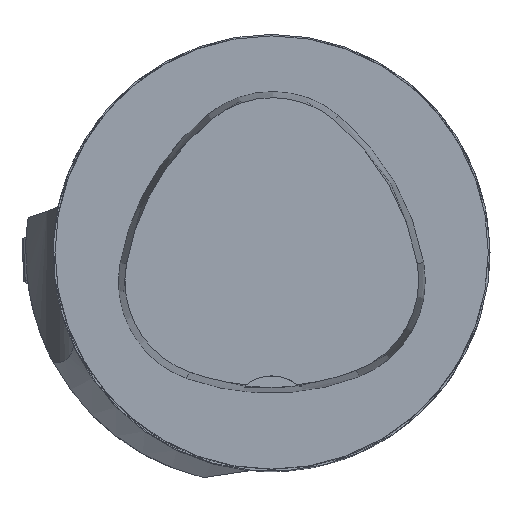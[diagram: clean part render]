
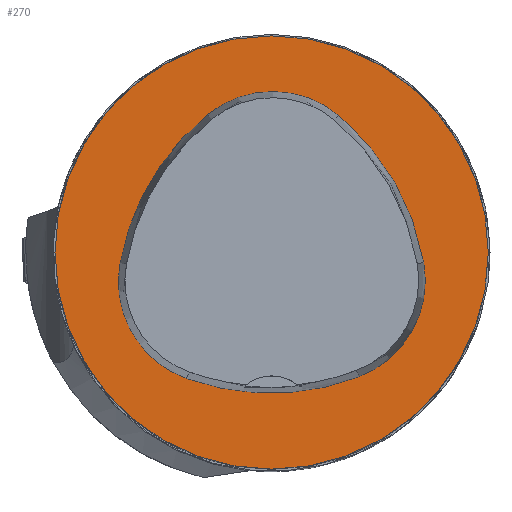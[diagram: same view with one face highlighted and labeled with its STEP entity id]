
A CAD part, top view. The second image highlights one B-rep face of the part: STEP entity #270.
In plain terms, the highlighted planar face has unit normal (0, 0, 1).
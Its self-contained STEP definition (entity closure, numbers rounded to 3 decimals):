
#149=FACE_BOUND('',#517,.T.);
#150=FACE_BOUND('',#518,.T.);
#204=CIRCLE('',#1922,31.5);
#205=CIRCLE('',#1928,36.);
#207=CIRCLE('',#1931,15.);
#209=CIRCLE('',#1934,36.);
#211=CIRCLE('',#1937,15.);
#215=CIRCLE('',#1942,36.);
#217=CIRCLE('',#1945,15.);
#270=ADVANCED_FACE('',(#149,#150),#343,.T.);
#343=PLANE('',#1950);
#517=EDGE_LOOP('',(#840,#841,#842,#843,#844,#845));
#518=EDGE_LOOP('',(#846));
#840=ORIENTED_EDGE('',*,*,#1404,.T.);
#841=ORIENTED_EDGE('',*,*,#1384,.T.);
#842=ORIENTED_EDGE('',*,*,#1388,.T.);
#843=ORIENTED_EDGE('',*,*,#1391,.T.);
#844=ORIENTED_EDGE('',*,*,#1394,.T.);
#845=ORIENTED_EDGE('',*,*,#1402,.T.);
#846=ORIENTED_EDGE('',*,*,#1375,.F.);
#1183=VERTEX_POINT('',#2886);
#1192=VERTEX_POINT('',#2905);
#1193=VERTEX_POINT('',#2906);
#1196=VERTEX_POINT('',#2914);
#1198=VERTEX_POINT('',#2920);
#1200=VERTEX_POINT('',#2926);
#1207=VERTEX_POINT('',#2947);
#1375=EDGE_CURVE('',#1183,#1183,#204,.T.);
#1384=EDGE_CURVE('',#1192,#1193,#205,.T.);
#1388=EDGE_CURVE('',#1193,#1196,#207,.T.);
#1391=EDGE_CURVE('',#1196,#1198,#209,.T.);
#1394=EDGE_CURVE('',#1198,#1200,#211,.T.);
#1402=EDGE_CURVE('',#1200,#1207,#215,.T.);
#1404=EDGE_CURVE('',#1207,#1192,#217,.T.);
#1922=AXIS2_PLACEMENT_3D('',#2885,#2230,#2231);
#1928=AXIS2_PLACEMENT_3D('',#2904,#2246,#2247);
#1931=AXIS2_PLACEMENT_3D('',#2913,#2254,#2255);
#1934=AXIS2_PLACEMENT_3D('',#2919,#2261,#2262);
#1937=AXIS2_PLACEMENT_3D('',#2925,#2268,#2269);
#1942=AXIS2_PLACEMENT_3D('',#2948,#2280,#2281);
#1945=AXIS2_PLACEMENT_3D('',#2951,#2286,#2287);
#1950=AXIS2_PLACEMENT_3D('',#2956,#2296,#2297);
#2230=DIRECTION('',(0.,0.,-1.));
#2231=DIRECTION('',(-1.,0.,0.));
#2246=DIRECTION('',(0.,0.,-1.));
#2247=DIRECTION('',(-1.,0.,0.));
#2254=DIRECTION('',(0.,0.,-1.));
#2255=DIRECTION('',(-1.,0.,0.));
#2261=DIRECTION('',(0.,0.,-1.));
#2262=DIRECTION('',(-1.,0.,0.));
#2268=DIRECTION('',(0.,0.,-1.));
#2269=DIRECTION('',(-1.,0.,0.));
#2280=DIRECTION('',(0.,0.,-1.));
#2281=DIRECTION('',(-1.,0.,0.));
#2286=DIRECTION('',(0.,0.,-1.));
#2287=DIRECTION('',(-1.,0.,0.));
#2296=DIRECTION('',(0.,0.,1.));
#2297=DIRECTION('',(-1.,0.,0.));
#2885=CARTESIAN_POINT('',(0.,0.,0.));
#2886=CARTESIAN_POINT('',(-31.5,0.,0.));
#2904=CARTESIAN_POINT('',(13.398,-7.893,0.));
#2905=CARTESIAN_POINT('',(-22.041,-1.562,0.));
#2906=CARTESIAN_POINT('',(-9.317,20.036,0.));
#2913=CARTESIAN_POINT('',(0.148,8.399,0.));
#2914=CARTESIAN_POINT('',(9.779,19.898,0.));
#2919=CARTESIAN_POINT('',(-13.337,-7.7,0.));
#2920=CARTESIAN_POINT('',(22.122,-1.48,0.));
#2925=CARTESIAN_POINT('',(7.347,-4.071,0.));
#2926=CARTESIAN_POINT('',(12.693,-18.087,0.));
#2947=CARTESIAN_POINT('',(-12.373,-18.307,0.));
#2948=CARTESIAN_POINT('',(-0.137,15.55,0.));
#2951=CARTESIAN_POINT('',(-7.275,-4.2,0.));
#2956=CARTESIAN_POINT('',(0.,0.,0.));
